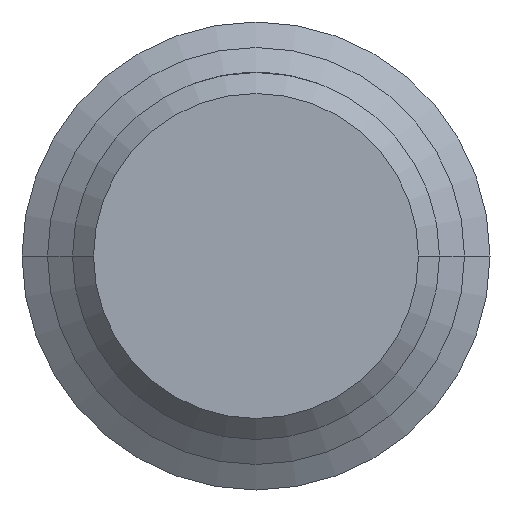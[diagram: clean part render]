
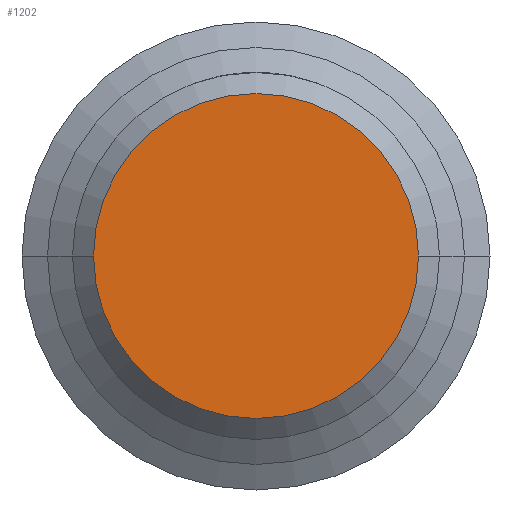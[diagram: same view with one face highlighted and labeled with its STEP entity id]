
A CAD part, front view. The second image highlights one B-rep face of the part: STEP entity #1202.
In plain terms, the highlighted planar face has unit normal (0, -1, 0).
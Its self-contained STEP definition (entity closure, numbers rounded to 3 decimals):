
#39=CARTESIAN_POINT('',(0.,-38.347,0.));
#40=DIRECTION('',(0.,1.,0.));
#41=DIRECTION('',(1.,0.,0.));
#42=AXIS2_PLACEMENT_3D('',#39,#40,#41);
#44=CARTESIAN_POINT('',(0.,-38.347,0.));
#45=DIRECTION('',(0.,1.,0.));
#46=DIRECTION('',(-1.,0.,0.));
#47=AXIS2_PLACEMENT_3D('',#44,#45,#46);
#1017=CARTESIAN_POINT('',(7.715,-38.347,0.));
#1018=CARTESIAN_POINT('',(-7.715,-38.347,0.));
#1019=VERTEX_POINT('',#1017);
#1020=VERTEX_POINT('',#1018);
#1191=CARTESIAN_POINT('',(0.,-38.347,0.));
#1192=DIRECTION('',(0.,-1.,0.));
#1193=DIRECTION('',(-1.,0.,0.));
#1194=AXIS2_PLACEMENT_3D('',#1191,#1192,#1193);
#1195=PLANE('',#1194);
#1197=ORIENTED_EDGE('',*,*,#1196,.T.);
#1199=ORIENTED_EDGE('',*,*,#1198,.T.);
#1200=EDGE_LOOP('',(#1197,#1199));
#1201=FACE_OUTER_BOUND('',#1200,.F.);
#1202=ADVANCED_FACE('',(#1201),#1195,.T.);
#43=CIRCLE('',#42,7.715);
#48=CIRCLE('',#47,7.715);
#1196=EDGE_CURVE('',#1019,#1020,#43,.T.);
#1198=EDGE_CURVE('',#1020,#1019,#48,.T.);
